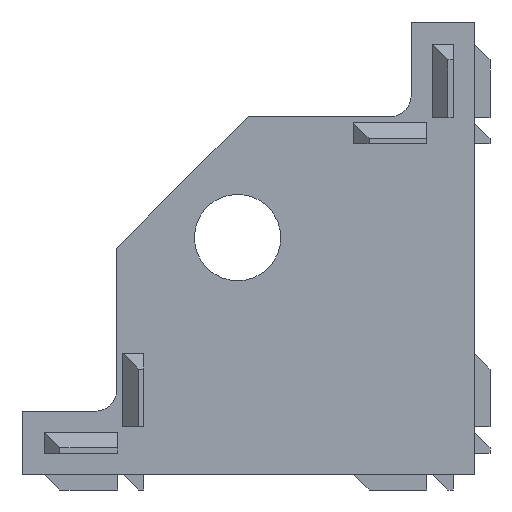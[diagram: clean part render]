
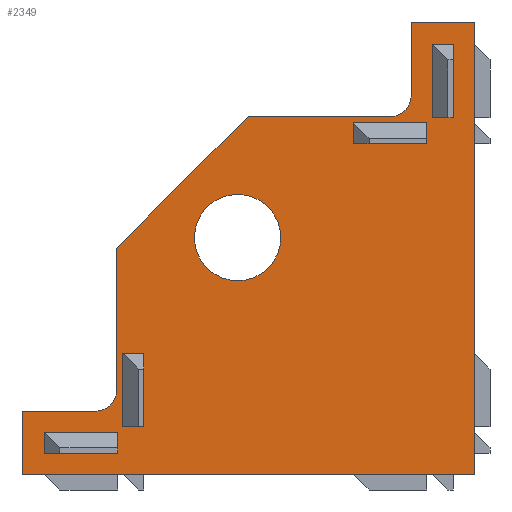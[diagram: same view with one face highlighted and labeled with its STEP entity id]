
A CAD part, left-side view. The second image highlights one B-rep face of the part: STEP entity #2349.
In plain terms, the highlighted planar face has unit normal (-1, 0, 0).
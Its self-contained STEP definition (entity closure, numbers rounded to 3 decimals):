
#43=FACE_BOUND('',#394,.T.);
#44=FACE_BOUND('',#395,.T.);
#45=FACE_BOUND('',#396,.T.);
#46=FACE_BOUND('',#397,.T.);
#47=FACE_BOUND('',#398,.T.);
#126=PLANE('',#2552);
#254=FACE_OUTER_BOUND('',#393,.T.);
#393=EDGE_LOOP('',(#2043,#2044,#2045,#2046,#2047,#2048,#2049,#2050,#2051,
#2052,#2053));
#394=EDGE_LOOP('',(#2054,#2055,#2056,#2057));
#395=EDGE_LOOP('',(#2058,#2059,#2060,#2061));
#396=EDGE_LOOP('',(#2062,#2063,#2064,#2065));
#397=EDGE_LOOP('',(#2066));
#398=EDGE_LOOP('',(#2067,#2068,#2069,#2070));
#478=LINE('',#3367,#752);
#515=LINE('',#3473,#789);
#533=LINE('',#3516,#807);
#536=LINE('',#3522,#810);
#542=LINE('',#3543,#816);
#598=LINE('',#3656,#872);
#605=LINE('',#3682,#879);
#609=LINE('',#3690,#883);
#613=LINE('',#3697,#887);
#615=LINE('',#3701,#889);
#618=LINE('',#3709,#892);
#624=LINE('',#3720,#898);
#625=LINE('',#3723,#899);
#627=LINE('',#3726,#901);
#629=LINE('',#3732,#903);
#635=LINE('',#3744,#909);
#637=LINE('',#3748,#911);
#639=LINE('',#3751,#913);
#640=LINE('',#3755,#914);
#644=LINE('',#3763,#918);
#649=LINE('',#3772,#923);
#651=LINE('',#3776,#925);
#652=LINE('',#3778,#926);
#653=LINE('',#3780,#927);
#654=LINE('',#3783,#928);
#752=VECTOR('',#2713,6.);
#789=VECTOR('',#2818,17.678);
#807=VECTOR('',#2856,7.);
#810=VECTOR('',#2861,6.);
#816=VECTOR('',#2887,13.5);
#872=VECTOR('',#2987,43.);
#879=VECTOR('',#3020,2.);
#883=VECTOR('',#3026,7.);
#887=VECTOR('',#3032,2.);
#889=VECTOR('',#3038,7.);
#892=VECTOR('',#3043,2.);
#898=VECTOR('',#3053,7.);
#899=VECTOR('',#3056,2.);
#901=VECTOR('',#3060,7.);
#903=VECTOR('',#3064,7.);
#909=VECTOR('',#3074,2.);
#911=VECTOR('',#3078,7.);
#913=VECTOR('',#3082,2.);
#914=VECTOR('',#3085,7.);
#918=VECTOR('',#3091,2.);
#923=VECTOR('',#3098,7.);
#925=VECTOR('',#3104,2.);
#926=VECTOR('',#3107,43.);
#927=VECTOR('',#3108,7.);
#928=VECTOR('',#3111,13.5);
#991=CIRCLE('',#2423,4.1);
#1020=CIRCLE('',#2496,2.);
#1026=CIRCLE('',#2553,2.);
#1061=VERTEX_POINT('',#3311);
#1078=VERTEX_POINT('',#3364);
#1079=VERTEX_POINT('',#3366);
#1112=VERTEX_POINT('',#3469);
#1114=VERTEX_POINT('',#3472);
#1128=VERTEX_POINT('',#3513);
#1129=VERTEX_POINT('',#3515);
#1130=VERTEX_POINT('',#3519);
#1136=VERTEX_POINT('',#3539);
#1171=VERTEX_POINT('',#3654);
#1176=VERTEX_POINT('',#3679);
#1177=VERTEX_POINT('',#3681);
#1179=VERTEX_POINT('',#3687);
#1182=VERTEX_POINT('',#3695);
#1185=VERTEX_POINT('',#3706);
#1186=VERTEX_POINT('',#3708);
#1189=VERTEX_POINT('',#3718);
#1190=VERTEX_POINT('',#3722);
#1191=VERTEX_POINT('',#3728);
#1193=VERTEX_POINT('',#3731);
#1197=VERTEX_POINT('',#3743);
#1198=VERTEX_POINT('',#3747);
#1199=VERTEX_POINT('',#3753);
#1200=VERTEX_POINT('',#3754);
#1203=VERTEX_POINT('',#3762);
#1206=VERTEX_POINT('',#3770);
#1207=VERTEX_POINT('',#3779);
#1208=VERTEX_POINT('',#3781);
#1278=EDGE_CURVE('',#1061,#1061,#991,.T.);
#1306=EDGE_CURVE('',#1079,#1078,#478,.T.);
#1359=EDGE_CURVE('',#1114,#1112,#515,.T.);
#1381=EDGE_CURVE('',#1129,#1128,#533,.T.);
#1384=EDGE_CURVE('',#1130,#1128,#536,.T.);
#1393=EDGE_CURVE('',#1136,#1129,#1020,.T.);
#1395=EDGE_CURVE('',#1136,#1112,#542,.T.);
#1451=EDGE_CURVE('',#1171,#1130,#598,.T.);
#1463=EDGE_CURVE('',#1177,#1176,#605,.T.);
#1467=EDGE_CURVE('',#1176,#1179,#609,.T.);
#1471=EDGE_CURVE('',#1179,#1182,#613,.T.);
#1473=EDGE_CURVE('',#1182,#1177,#615,.T.);
#1476=EDGE_CURVE('',#1186,#1185,#618,.T.);
#1482=EDGE_CURVE('',#1189,#1186,#624,.T.);
#1483=EDGE_CURVE('',#1190,#1189,#625,.T.);
#1485=EDGE_CURVE('',#1185,#1190,#627,.T.);
#1487=EDGE_CURVE('',#1193,#1191,#629,.T.);
#1493=EDGE_CURVE('',#1197,#1193,#635,.T.);
#1495=EDGE_CURVE('',#1198,#1197,#637,.T.);
#1497=EDGE_CURVE('',#1191,#1198,#639,.T.);
#1498=EDGE_CURVE('',#1199,#1200,#640,.T.);
#1502=EDGE_CURVE('',#1200,#1203,#644,.T.);
#1507=EDGE_CURVE('',#1203,#1206,#649,.T.);
#1509=EDGE_CURVE('',#1206,#1199,#651,.T.);
#1510=EDGE_CURVE('',#1171,#1079,#652,.T.);
#1511=EDGE_CURVE('',#1078,#1207,#653,.T.);
#1512=EDGE_CURVE('',#1207,#1208,#1026,.T.);
#1513=EDGE_CURVE('',#1208,#1114,#654,.T.);
#2043=ORIENTED_EDGE('',*,*,#1451,.F.);
#2044=ORIENTED_EDGE('',*,*,#1510,.T.);
#2045=ORIENTED_EDGE('',*,*,#1306,.T.);
#2046=ORIENTED_EDGE('',*,*,#1511,.T.);
#2047=ORIENTED_EDGE('',*,*,#1512,.T.);
#2048=ORIENTED_EDGE('',*,*,#1513,.T.);
#2049=ORIENTED_EDGE('',*,*,#1359,.T.);
#2050=ORIENTED_EDGE('',*,*,#1395,.F.);
#2051=ORIENTED_EDGE('',*,*,#1393,.T.);
#2052=ORIENTED_EDGE('',*,*,#1381,.T.);
#2053=ORIENTED_EDGE('',*,*,#1384,.F.);
#2054=ORIENTED_EDGE('',*,*,#1497,.T.);
#2055=ORIENTED_EDGE('',*,*,#1495,.T.);
#2056=ORIENTED_EDGE('',*,*,#1493,.T.);
#2057=ORIENTED_EDGE('',*,*,#1487,.T.);
#2058=ORIENTED_EDGE('',*,*,#1485,.T.);
#2059=ORIENTED_EDGE('',*,*,#1483,.T.);
#2060=ORIENTED_EDGE('',*,*,#1482,.T.);
#2061=ORIENTED_EDGE('',*,*,#1476,.T.);
#2062=ORIENTED_EDGE('',*,*,#1473,.T.);
#2063=ORIENTED_EDGE('',*,*,#1463,.T.);
#2064=ORIENTED_EDGE('',*,*,#1467,.T.);
#2065=ORIENTED_EDGE('',*,*,#1471,.T.);
#2066=ORIENTED_EDGE('',*,*,#1278,.T.);
#2067=ORIENTED_EDGE('',*,*,#1509,.T.);
#2068=ORIENTED_EDGE('',*,*,#1498,.T.);
#2069=ORIENTED_EDGE('',*,*,#1502,.T.);
#2070=ORIENTED_EDGE('',*,*,#1507,.T.);
#2349=ADVANCED_FACE('',(#254,#43,#44,#45,#46,#47),#126,.T.);
#2423=AXIS2_PLACEMENT_3D('',#3312,#2656,#2657);
#2496=AXIS2_PLACEMENT_3D('',#3540,#2882,#2883);
#2552=AXIS2_PLACEMENT_3D('',#3777,#3105,#3106);
#2553=AXIS2_PLACEMENT_3D('',#3782,#3109,#3110);
#2656=DIRECTION('center_axis',(1.,0.,0.));
#2657=DIRECTION('ref_axis',(0.,0.,-1.));
#2713=DIRECTION('',(0.,1.,0.));
#2818=DIRECTION('',(0.,0.707,-0.707));
#2856=DIRECTION('',(0.,1.,0.));
#2861=DIRECTION('',(0.,0.,1.));
#2882=DIRECTION('center_axis',(1.,0.,0.));
#2883=DIRECTION('ref_axis',(0.,0.,-1.));
#2887=DIRECTION('',(0.,0.,1.));
#2987=DIRECTION('',(0.,1.,0.));
#3020=DIRECTION('',(0.,0.,1.));
#3026=DIRECTION('',(0.,-1.,0.));
#3032=DIRECTION('',(0.,0.,-1.));
#3038=DIRECTION('',(0.,1.,0.));
#3043=DIRECTION('',(0.,1.,0.));
#3053=DIRECTION('',(0.,0.,-1.));
#3056=DIRECTION('',(0.,-1.,0.));
#3060=DIRECTION('',(0.,0.,1.));
#3064=DIRECTION('',(0.,1.,0.));
#3074=DIRECTION('',(0.,0.,-1.));
#3078=DIRECTION('',(0.,-1.,0.));
#3082=DIRECTION('',(0.,0.,1.));
#3085=DIRECTION('',(0.,0.,1.));
#3091=DIRECTION('',(0.,-1.,0.));
#3098=DIRECTION('',(0.,0.,-1.));
#3104=DIRECTION('',(0.,1.,0.));
#3105=DIRECTION('center_axis',(-1.,0.,0.));
#3106=DIRECTION('ref_axis',(0.,0.,1.));
#3107=DIRECTION('',(0.,0.,1.));
#3108=DIRECTION('',(0.,0.,-1.));
#3109=DIRECTION('center_axis',(1.,0.,0.));
#3110=DIRECTION('ref_axis',(0.,-1.,0.));
#3111=DIRECTION('',(0.,1.,0.));
#3311=CARTESIAN_POINT('',(0.,22.5,26.6));
#3312=CARTESIAN_POINT('Origin',(0.,22.5,22.5));
#3364=CARTESIAN_POINT('',(0.,6.,43.));
#3366=CARTESIAN_POINT('',(0.,0.,43.));
#3367=CARTESIAN_POINT('',(0.,0.,43.));
#3469=CARTESIAN_POINT('',(0.,34.,21.5));
#3472=CARTESIAN_POINT('',(0.,21.5,34.));
#3473=CARTESIAN_POINT('',(0.,21.5,34.));
#3513=CARTESIAN_POINT('',(0.,43.,6.));
#3515=CARTESIAN_POINT('',(0.,36.,6.));
#3516=CARTESIAN_POINT('',(0.,36.,6.));
#3519=CARTESIAN_POINT('',(0.,43.,0.));
#3522=CARTESIAN_POINT('',(0.,43.,0.));
#3539=CARTESIAN_POINT('',(0.,34.,8.));
#3540=CARTESIAN_POINT('Origin',(0.,36.,8.));
#3543=CARTESIAN_POINT('',(0.,34.,8.));
#3654=CARTESIAN_POINT('',(0.,0.,0.));
#3656=CARTESIAN_POINT('',(0.,0.,0.));
#3679=CARTESIAN_POINT('',(0.,11.5,33.4));
#3681=CARTESIAN_POINT('',(0.,11.5,31.4));
#3682=CARTESIAN_POINT('',(0.,11.5,31.4));
#3687=CARTESIAN_POINT('',(0.,4.5,33.4));
#3690=CARTESIAN_POINT('',(0.,11.5,33.4));
#3695=CARTESIAN_POINT('',(0.,4.5,31.4));
#3697=CARTESIAN_POINT('',(0.,4.5,33.4));
#3701=CARTESIAN_POINT('',(0.,4.5,31.4));
#3706=CARTESIAN_POINT('',(0.,4.,33.9));
#3708=CARTESIAN_POINT('',(0.,2.,33.9));
#3709=CARTESIAN_POINT('',(0.,2.,33.9));
#3718=CARTESIAN_POINT('',(0.,2.,40.9));
#3720=CARTESIAN_POINT('',(0.,2.,40.9));
#3722=CARTESIAN_POINT('',(0.,4.,40.9));
#3723=CARTESIAN_POINT('',(0.,4.,40.9));
#3726=CARTESIAN_POINT('',(0.,4.,33.9));
#3728=CARTESIAN_POINT('',(0.,40.9,2.));
#3731=CARTESIAN_POINT('',(0.,33.9,2.));
#3732=CARTESIAN_POINT('',(0.,33.9,2.));
#3743=CARTESIAN_POINT('',(0.,33.9,4.));
#3744=CARTESIAN_POINT('',(0.,33.9,4.));
#3747=CARTESIAN_POINT('',(0.,40.9,4.));
#3748=CARTESIAN_POINT('',(0.,40.9,4.));
#3751=CARTESIAN_POINT('',(0.,40.9,2.));
#3753=CARTESIAN_POINT('',(0.,33.4,4.5));
#3754=CARTESIAN_POINT('',(0.,33.4,11.5));
#3755=CARTESIAN_POINT('',(0.,33.4,4.5));
#3762=CARTESIAN_POINT('',(0.,31.4,11.5));
#3763=CARTESIAN_POINT('',(0.,33.4,11.5));
#3770=CARTESIAN_POINT('',(0.,31.4,4.5));
#3772=CARTESIAN_POINT('',(0.,31.4,11.5));
#3776=CARTESIAN_POINT('',(0.,31.4,4.5));
#3777=CARTESIAN_POINT('Origin',(0.,44.082,44.082));
#3778=CARTESIAN_POINT('',(0.,0.,0.));
#3779=CARTESIAN_POINT('',(0.,6.,36.));
#3780=CARTESIAN_POINT('',(0.,6.,43.));
#3781=CARTESIAN_POINT('',(0.,8.,34.));
#3782=CARTESIAN_POINT('Origin',(0.,8.,36.));
#3783=CARTESIAN_POINT('',(0.,8.,34.));
